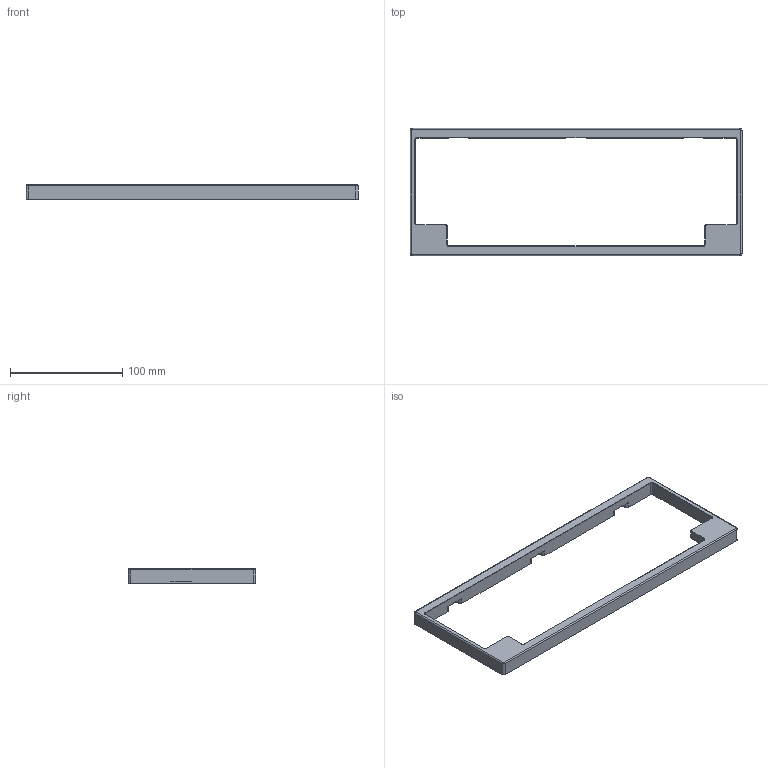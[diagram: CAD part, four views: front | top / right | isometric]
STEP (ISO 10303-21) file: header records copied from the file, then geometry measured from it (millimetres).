
FILE_DESCRIPTION(/* description */ (''),/* implementation_level */ '2;1');
FILE_NAME(/* name */ 'Top.step',/* time_stamp */ '2021-01-09T15:30:36+00:00',/* author */ (''),/* organization */ (''),/* preprocessor_version */ 'ST-DEVELOPER v18.1',/* originating_system */ 'Autodesk Translation Framework v9.7.1.1290',/* authorisation */ '');
FILE_SCHEMA (('AUTOMOTIVE_DESIGN { 1 0 10303 214 3 1 1 }'));
Length unit declared in the file: millimetre
Products named in the file (1): 18T 8mm Bezel m25 No Lip
Bounding box: 295.7 x 113.2 x 13 mm (x, y, z)
Volume: 81374.6 mm3; surface area: 35255.6 mm2
Topology: 1 solids, 1 shells, 191 faces, 476 edges, 297 vertices
Faces by surface type: plane 82, cylinder 72, cone 33, bspline 4
Full cylindrical faces by diameter (mm): 2.075 x13, 5 x5
Entity records: 5641 total; most frequent: DIRECTION 1007, CARTESIAN_POINT 984, ORIENTED_EDGE 926, EDGE_CURVE 463, AXIS2_PLACEMENT_3D 356, VERTEX_POINT 297, LINE 295, VECTOR 295
